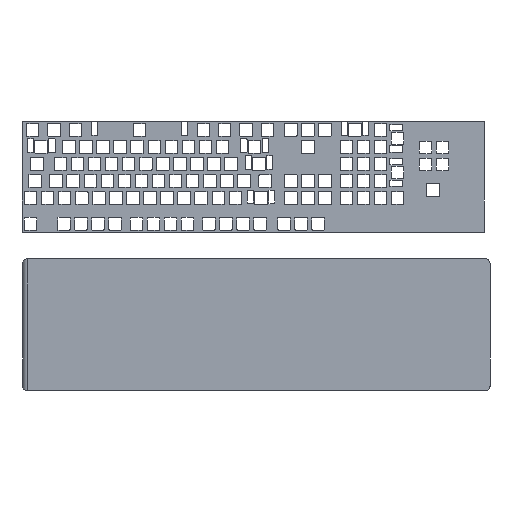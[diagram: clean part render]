
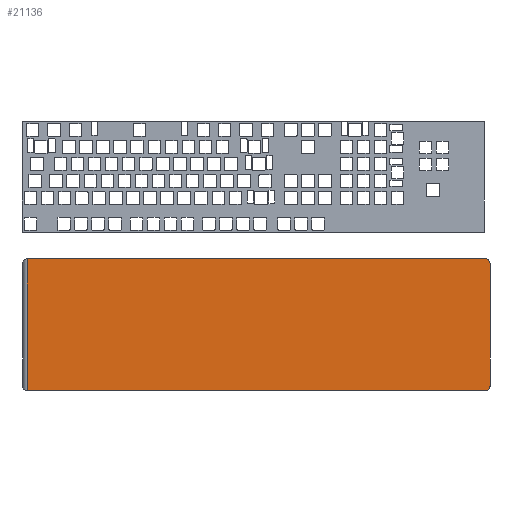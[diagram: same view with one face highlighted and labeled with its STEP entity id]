
A CAD part, front view. The second image highlights one B-rep face of the part: STEP entity #21136.
In plain terms, the highlighted planar face has unit normal (0, -1, 0).
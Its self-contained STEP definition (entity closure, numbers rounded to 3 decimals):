
#1278=CIRCLE('',#23159,5.);
#1287=CIRCLE('',#23182,5.);
#2836=FACE_OUTER_BOUND('',#4126,.T.);
#4126=EDGE_LOOP('',(#19567,#19568,#19569,#19570,#19571,#19572));
#6143=LINE('',#35420,#8209);
#6161=LINE('',#35533,#8227);
#6191=LINE('',#35605,#8257);
#6192=LINE('',#35607,#8258);
#8209=VECTOR('',#29243,10.);
#8227=VECTOR('',#29285,10.);
#8257=VECTOR('',#29365,10.);
#8258=VECTOR('',#29368,10.);
#10267=VERTEX_POINT('',#35407);
#10268=VERTEX_POINT('',#35408);
#10272=VERTEX_POINT('',#35418);
#10292=VERTEX_POINT('',#35462);
#10297=VERTEX_POINT('',#35532);
#10300=VERTEX_POINT('',#35548);
#13327=EDGE_CURVE('',#10267,#10268,#1278,.T.);
#13333=EDGE_CURVE('',#10267,#10272,#6143,.T.);
#13363=EDGE_CURVE('',#10292,#10297,#6161,.T.);
#13371=EDGE_CURVE('',#10300,#10272,#1287,.T.);
#13399=EDGE_CURVE('',#10300,#10297,#6191,.T.);
#13400=EDGE_CURVE('',#10292,#10268,#6192,.T.);
#19567=ORIENTED_EDGE('',*,*,#13327,.F.);
#19568=ORIENTED_EDGE('',*,*,#13333,.T.);
#19569=ORIENTED_EDGE('',*,*,#13371,.F.);
#19570=ORIENTED_EDGE('',*,*,#13399,.T.);
#19571=ORIENTED_EDGE('',*,*,#13363,.F.);
#19572=ORIENTED_EDGE('',*,*,#13400,.T.);
#20099=PLANE('',#23204);
#21136=ADVANCED_FACE('',(#2836),#20099,.T.);
#23159=AXIS2_PLACEMENT_3D('',#35409,#29233,#29234);
#23182=AXIS2_PLACEMENT_3D('',#35549,#29306,#29307);
#23204=AXIS2_PLACEMENT_3D('',#35612,#29377,#29378);
#29233=DIRECTION('center_axis',(0.,1.,0.));
#29234=DIRECTION('ref_axis',(0.707,0.,-0.707));
#29243=DIRECTION('',(0.,0.,1.));
#29285=DIRECTION('',(0.,0.,1.));
#29306=DIRECTION('center_axis',(0.,1.,0.));
#29307=DIRECTION('ref_axis',(0.707,0.,0.707));
#29365=DIRECTION('',(-1.,0.,0.));
#29368=DIRECTION('',(1.,0.,0.));
#29377=DIRECTION('center_axis',(0.,-1.,0.));
#29378=DIRECTION('ref_axis',(0.,0.,-1.));
#35407=CARTESIAN_POINT('',(550.,1.894,-101.07));
#35408=CARTESIAN_POINT('',(545.,1.894,-106.07));
#35409=CARTESIAN_POINT('Origin',(545.,1.894,-101.07));
#35418=CARTESIAN_POINT('',(550.,1.894,36.062));
#35420=CARTESIAN_POINT('',(550.,1.894,-106.07));
#35462=CARTESIAN_POINT('',(33.368,1.894,-106.07));
#35532=CARTESIAN_POINT('',(33.368,1.894,41.062));
#35533=CARTESIAN_POINT('',(33.368,1.894,4.291));
#35548=CARTESIAN_POINT('',(545.,1.894,41.062));
#35549=CARTESIAN_POINT('Origin',(545.,1.894,36.062));
#35605=CARTESIAN_POINT('',(550.,1.894,41.062));
#35607=CARTESIAN_POINT('',(28.368,1.894,-106.07));
#35612=CARTESIAN_POINT('Origin',(287.569,1.894,-32.479));
